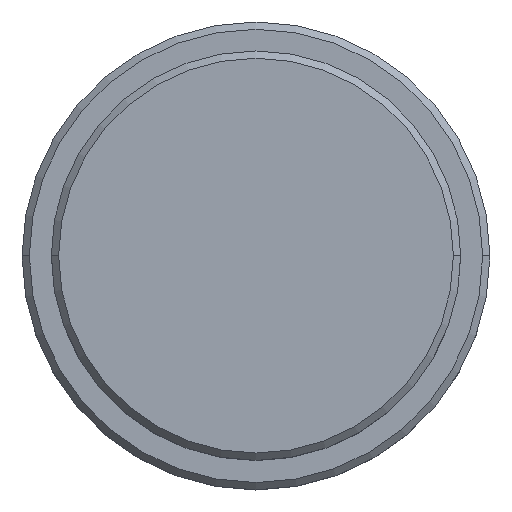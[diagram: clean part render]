
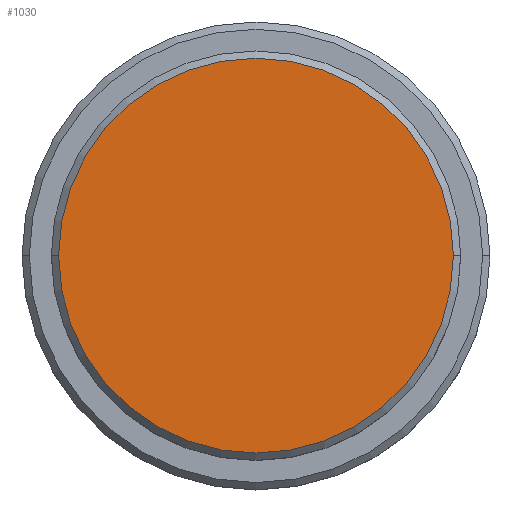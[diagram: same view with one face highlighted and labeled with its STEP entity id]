
A CAD part, top view. The second image highlights one B-rep face of the part: STEP entity #1030.
In plain terms, the highlighted planar face has unit normal (0, 0, 1).
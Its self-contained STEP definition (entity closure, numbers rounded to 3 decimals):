
#7 = DIRECTION ( 'NONE',  ( 0., 0., 1. ) ) ;
#86 = CIRCLE ( 'NONE', #874, 13.5 ) ;
#226 = CARTESIAN_POINT ( 'NONE',  ( 0., 0., 0. ) ) ;
#270 = EDGE_CURVE ( 'NONE', #458, #698, #86, .T. ) ;
#298 = ORIENTED_EDGE ( 'NONE', *, *, #1028, .T. ) ;
#458 = VERTEX_POINT ( 'NONE', #1005 ) ;
#552 = DIRECTION ( 'NONE',  ( 0., 0., 1. ) ) ;
#574 = CARTESIAN_POINT ( 'NONE',  ( 0., 0., 0. ) ) ;
#588 = DIRECTION ( 'NONE',  ( 1., 0., 0. ) ) ;
#598 = ORIENTED_EDGE ( 'NONE', *, *, #270, .T. ) ;
#604 = AXIS2_PLACEMENT_3D ( 'NONE', #979, #7, #869 ) ;
#614 = EDGE_LOOP ( 'NONE', ( #598, #298 ) ) ;
#656 = DIRECTION ( 'NONE',  ( 1., 0., 0. ) ) ;
#698 = VERTEX_POINT ( 'NONE', #859 ) ;
#761 = FACE_OUTER_BOUND ( 'NONE', #614, .T. ) ;
#800 = AXIS2_PLACEMENT_3D ( 'NONE', #226, #552, #656 ) ;
#859 = CARTESIAN_POINT ( 'NONE',  ( 13.5, 0., 0. ) ) ;
#869 = DIRECTION ( 'NONE',  ( 1., 0., 0. ) ) ;
#874 = AXIS2_PLACEMENT_3D ( 'NONE', #574, #1011, #588 ) ;
#979 = CARTESIAN_POINT ( 'NONE',  ( 0., 0., 0. ) ) ;
#1005 = CARTESIAN_POINT ( 'NONE',  ( -13.5, 0., 0. ) ) ;
#1011 = DIRECTION ( 'NONE',  ( 0., 0., 1. ) ) ;
#1028 = EDGE_CURVE ( 'NONE', #698, #458, #1223, .T. ) ;
#1030 = ADVANCED_FACE ( 'NONE', ( #761 ), #1211, .T. ) ;
#1211 = PLANE ( 'NONE',  #800 ) ;
#1223 = CIRCLE ( 'NONE', #604, 13.5 ) ;
